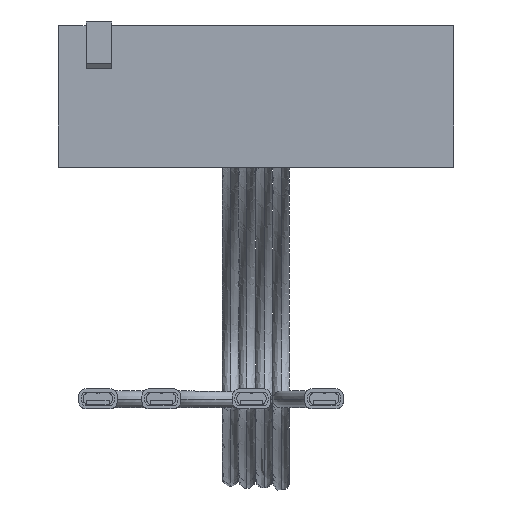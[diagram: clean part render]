
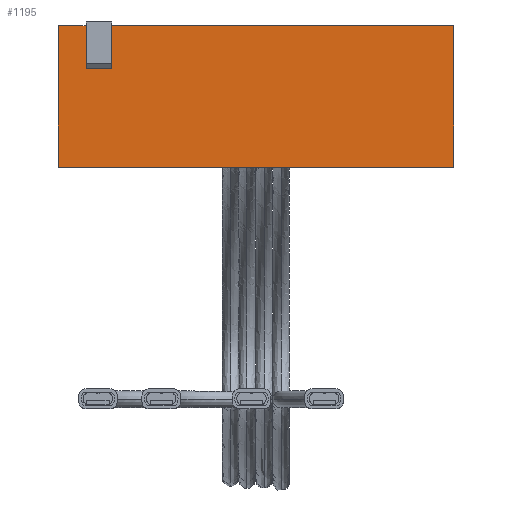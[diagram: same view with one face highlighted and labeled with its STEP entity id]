
A CAD part, top view. The second image highlights one B-rep face of the part: STEP entity #1195.
In plain terms, the highlighted planar face has unit normal (0, 0, 1).
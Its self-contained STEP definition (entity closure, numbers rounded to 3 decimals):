
#67=DIRECTION('',(1.,0.,0.));
#68=VECTOR('',#67,3.75);
#69=CARTESIAN_POINT('',(2.717,62.458,-9.75));
#70=LINE('',#69,#68);
#83=DIRECTION('',(1.,0.,0.));
#84=VECTOR('',#83,46.15);
#85=CARTESIAN_POINT('',(9.967,62.458,-9.75));
#86=LINE('',#85,#84);
#185=DIRECTION('',(1.,0.,0.));
#186=VECTOR('',#185,53.4);
#187=CARTESIAN_POINT('',(2.717,43.358,-9.75));
#188=LINE('',#187,#186);
#328=DIRECTION('',(0.,-1.,0.));
#329=VECTOR('',#328,19.1);
#330=CARTESIAN_POINT('',(56.117,62.458,-9.75));
#331=LINE('',#330,#329);
#336=DIRECTION('',(0.,-1.,0.));
#337=VECTOR('',#336,5.75);
#338=CARTESIAN_POINT('',(9.967,62.458,-9.75));
#339=LINE('',#338,#337);
#340=DIRECTION('',(0.,-1.,0.));
#341=VECTOR('',#340,19.1);
#342=CARTESIAN_POINT('',(2.717,62.458,-9.75));
#343=LINE('',#342,#341);
#344=DIRECTION('',(0.,-1.,0.));
#345=VECTOR('',#344,5.75);
#346=CARTESIAN_POINT('',(6.467,62.458,-9.75));
#347=LINE('',#346,#345);
#348=DIRECTION('',(-1.,0.,0.));
#349=VECTOR('',#348,3.5);
#350=CARTESIAN_POINT('',(9.967,56.708,-9.75));
#351=LINE('',#350,#349);
#573=CARTESIAN_POINT('',(56.117,62.458,-9.75));
#575=VERTEX_POINT('',#573);
#579=CARTESIAN_POINT('',(2.717,62.458,-9.75));
#580=VERTEX_POINT('',#579);
#581=CARTESIAN_POINT('',(2.717,43.358,-9.75));
#582=CARTESIAN_POINT('',(56.117,43.358,-9.75));
#583=VERTEX_POINT('',#581);
#584=VERTEX_POINT('',#582);
#718=CARTESIAN_POINT('',(9.967,62.458,-9.75));
#720=VERTEX_POINT('',#718);
#722=CARTESIAN_POINT('',(9.967,56.708,-9.75));
#723=VERTEX_POINT('',#722);
#724=CARTESIAN_POINT('',(6.467,62.458,-9.75));
#725=VERTEX_POINT('',#724);
#740=CARTESIAN_POINT('',(6.467,56.708,-9.75));
#741=VERTEX_POINT('',#740);
#1176=CARTESIAN_POINT('',(2.717,62.458,-9.75));
#1177=DIRECTION('',(0.,0.,1.));
#1178=DIRECTION('',(1.,0.,0.));
#1179=AXIS2_PLACEMENT_3D('',#1176,#1177,#1178);
#1180=PLANE('',#1179);
#1182=ORIENTED_EDGE('',*,*,#1181,.F.);
#1183=ORIENTED_EDGE('',*,*,#761,.T.);
#1184=ORIENTED_EDGE('',*,*,#1167,.T.);
#1185=ORIENTED_EDGE('',*,*,#871,.F.);
#1187=ORIENTED_EDGE('',*,*,#1186,.F.);
#1188=ORIENTED_EDGE('',*,*,#753,.T.);
#1190=ORIENTED_EDGE('',*,*,#1189,.T.);
#1192=ORIENTED_EDGE('',*,*,#1191,.F.);
#1193=EDGE_LOOP('',(#1182,#1183,#1184,#1185,#1187,#1188,#1190,#1192));
#1194=FACE_OUTER_BOUND('',#1193,.F.);
#1195=ADVANCED_FACE('',(#1194),#1180,.T.);
#753=EDGE_CURVE('',#580,#725,#70,.T.);
#761=EDGE_CURVE('',#720,#575,#86,.T.);
#871=EDGE_CURVE('',#583,#584,#188,.T.);
#1167=EDGE_CURVE('',#575,#584,#331,.T.);
#1181=EDGE_CURVE('',#720,#723,#339,.T.);
#1186=EDGE_CURVE('',#580,#583,#343,.T.);
#1189=EDGE_CURVE('',#725,#741,#347,.T.);
#1191=EDGE_CURVE('',#723,#741,#351,.T.);
